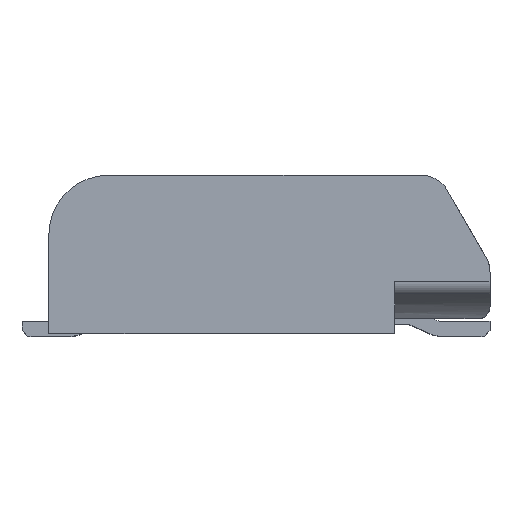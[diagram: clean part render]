
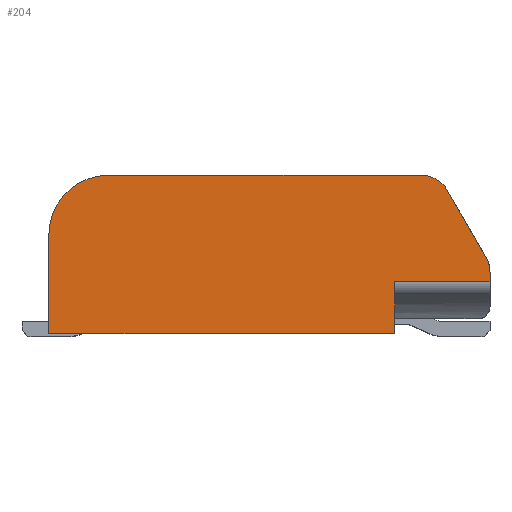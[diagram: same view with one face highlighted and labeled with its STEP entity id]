
A CAD part, top view. The second image highlights one B-rep face of the part: STEP entity #204.
In plain terms, the highlighted planar face has unit normal (0, 0, 1).
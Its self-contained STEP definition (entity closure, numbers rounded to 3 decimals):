
#204 = ADVANCED_FACE( '', ( #449 ), #450, .T. );
#449 = FACE_OUTER_BOUND( '', #732, .T. );
#450 = PLANE( '', #733 );
#732 = EDGE_LOOP( '', ( #1303, #1304, #1305, #1306, #1307, #1308, #1309, #1310, #1311, #1312 ) );
#733 = AXIS2_PLACEMENT_3D( '', #1313, #1314, #1315 );
#1303 = ORIENTED_EDGE( '', *, *, #1898, .F. );
#1304 = ORIENTED_EDGE( '', *, *, #1850, .T. );
#1305 = ORIENTED_EDGE( '', *, *, #1804, .T. );
#1306 = ORIENTED_EDGE( '', *, *, #1859, .T. );
#1307 = ORIENTED_EDGE( '', *, *, #1869, .T. );
#1308 = ORIENTED_EDGE( '', *, *, #1915, .T. );
#1309 = ORIENTED_EDGE( '', *, *, #1902, .T. );
#1310 = ORIENTED_EDGE( '', *, *, #1679, .T. );
#1311 = ORIENTED_EDGE( '', *, *, #1890, .T. );
#1312 = ORIENTED_EDGE( '', *, *, #1745, .T. );
#1313 = CARTESIAN_POINT( '', ( -0.2, 0.45, 5.9 ) );
#1314 = DIRECTION( '', ( 0., 0., 1. ) );
#1315 = DIRECTION( '', ( 1., 0., 0. ) );
#1679 = EDGE_CURVE( '', #2000, #1998, #2001, .T. );
#1745 = EDGE_CURVE( '', #2120, #2117, #2121, .T. );
#1804 = EDGE_CURVE( '', #2213, #2211, #2214, .T. );
#1850 = EDGE_CURVE( '', #2288, #2213, #2289, .T. );
#1859 = EDGE_CURVE( '', #2211, #2300, #2302, .T. );
#1869 = EDGE_CURVE( '', #2300, #2314, #2316, .T. );
#1890 = EDGE_CURVE( '', #1998, #2120, #2347, .T. );
#1898 = EDGE_CURVE( '', #2288, #2117, #2359, .T. );
#1902 = EDGE_CURVE( '', #2364, #2000, #2365, .T. );
#1915 = EDGE_CURVE( '', #2314, #2364, #2381, .T. );
#1998 = VERTEX_POINT( '', #2472 );
#2000 = VERTEX_POINT( '', #2475 );
#2001 = CIRCLE( '', #2476, 1. );
#2117 = VERTEX_POINT( '', #2659 );
#2120 = VERTEX_POINT( '', #2663 );
#2121 = LINE( '', #2664, #2665 );
#2211 = VERTEX_POINT( '', #2789 );
#2213 = VERTEX_POINT( '', #2792 );
#2214 = LINE( '', #2793, #2794 );
#2288 = VERTEX_POINT( '', #2901 );
#2289 = LINE( '', #2902, #2903 );
#2300 = VERTEX_POINT( '', #2920 );
#2302 = CIRCLE( '', #2923, 0.5 );
#2314 = VERTEX_POINT( '', #2939 );
#2316 = LINE( '', #2942, #2943 );
#2347 = LINE( '', #2985, #2986 );
#2359 = LINE( '', #3002, #3003 );
#2364 = VERTEX_POINT( '', #3009 );
#2365 = LINE( '', #3010, #3011 );
#2381 = CIRCLE( '', #3035, 0.5 );
#2472 = CARTESIAN_POINT( '', ( -7.4, 1.65, 5.9 ) );
#2475 = CARTESIAN_POINT( '', ( -6.4, 2.65, 5.9 ) );
#2476 = AXIS2_PLACEMENT_3D( '', #3170, #3171, #3172 );
#2659 = CARTESIAN_POINT( '', ( -1.6, 0., 5.9 ) );
#2663 = CARTESIAN_POINT( '', ( -7.4, 0., 5.9 ) );
#2664 = CARTESIAN_POINT( '', ( -7.4, 0., 5.9 ) );
#2665 = VECTOR( '', #3243, 1000. );
#2789 = CARTESIAN_POINT( '', ( 0., 1.024, 5.9 ) );
#2792 = CARTESIAN_POINT( '', ( 0., 0.863, 5.9 ) );
#2793 = CARTESIAN_POINT( '', ( 0., 0.45, 5.9 ) );
#2794 = VECTOR( '', #3306, 1000. );
#2901 = CARTESIAN_POINT( '', ( -1.6, 0.863, 5.9 ) );
#2902 = CARTESIAN_POINT( '', ( -1.6, 0.863, 5.9 ) );
#2903 = VECTOR( '', #3371, 1000. );
#2920 = CARTESIAN_POINT( '', ( -0.067, 1.274, 5.9 ) );
#2923 = AXIS2_PLACEMENT_3D( '', #3379, #3380, #3381 );
#2939 = CARTESIAN_POINT( '', ( -0.717, 2.4, 5.9 ) );
#2942 = CARTESIAN_POINT( '', ( -0.067, 1.274, 5.9 ) );
#2943 = VECTOR( '', #3393, 1000. );
#2985 = CARTESIAN_POINT( '', ( -7.4, 1.65, 5.9 ) );
#2986 = VECTOR( '', #3420, 1000. );
#3002 = CARTESIAN_POINT( '', ( -1.6, 0.863, 5.9 ) );
#3003 = VECTOR( '', #3428, 1000. );
#3009 = CARTESIAN_POINT( '', ( -1.15, 2.65, 5.9 ) );
#3010 = CARTESIAN_POINT( '', ( -1.15, 2.65, 5.9 ) );
#3011 = VECTOR( '', #3433, 1000. );
#3035 = AXIS2_PLACEMENT_3D( '', #3442, #3443, #3444 );
#3170 = CARTESIAN_POINT( '', ( -6.4, 1.65, 5.9 ) );
#3171 = DIRECTION( '', ( 0., 0., 1. ) );
#3172 = DIRECTION( '', ( 1., 0., 0. ) );
#3243 = DIRECTION( '', ( 1., 0., 0. ) );
#3306 = DIRECTION( '', ( 0., 1., 0. ) );
#3371 = DIRECTION( '', ( 1., 0., 0. ) );
#3379 = CARTESIAN_POINT( '', ( -0.5, 1.024, 5.9 ) );
#3380 = DIRECTION( '', ( 0., 0., 1. ) );
#3381 = DIRECTION( '', ( 1., 0., 0. ) );
#3393 = DIRECTION( '', ( -0.5, 0.866, 0. ) );
#3420 = DIRECTION( '', ( 0., -1., 0. ) );
#3428 = DIRECTION( '', ( 0., -1., 0. ) );
#3433 = DIRECTION( '', ( -1., 0., 0. ) );
#3442 = CARTESIAN_POINT( '', ( -1.15, 2.15, 5.9 ) );
#3443 = DIRECTION( '', ( 0., 0., 1. ) );
#3444 = DIRECTION( '', ( 1., 0., 0. ) );
